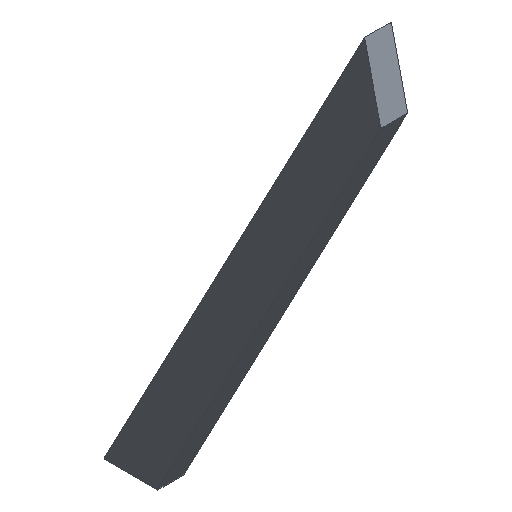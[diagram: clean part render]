
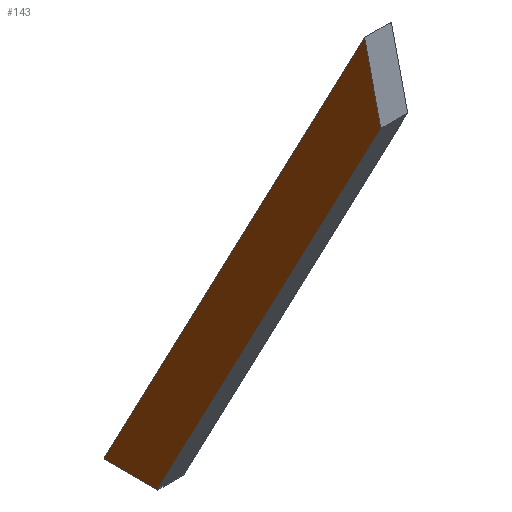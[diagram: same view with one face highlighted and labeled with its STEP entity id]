
A CAD part, isometric view. The second image highlights one B-rep face of the part: STEP entity #143.
In plain terms, the highlighted planar face has unit normal (-1, 0, 0).
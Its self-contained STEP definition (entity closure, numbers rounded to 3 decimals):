
#17=FACE_OUTER_BOUND('',#25,.T.);
#25=EDGE_LOOP('',(#105,#106,#107,#108,#109,#110));
#32=LINE('',#219,#50);
#35=LINE('',#225,#53);
#38=LINE('',#231,#56);
#39=LINE('',#233,#57);
#40=LINE('',#235,#58);
#41=LINE('',#236,#59);
#50=VECTOR('',#182,10.);
#53=VECTOR('',#187,10.);
#56=VECTOR('',#192,10.);
#57=VECTOR('',#193,10.);
#58=VECTOR('',#194,10.);
#59=VECTOR('',#195,10.);
#68=VERTEX_POINT('',#216);
#69=VERTEX_POINT('',#218);
#71=VERTEX_POINT('',#224);
#73=VERTEX_POINT('',#230);
#74=VERTEX_POINT('',#232);
#75=VERTEX_POINT('',#234);
#80=EDGE_CURVE('',#69,#68,#32,.T.);
#83=EDGE_CURVE('',#71,#69,#35,.T.);
#86=EDGE_CURVE('',#73,#68,#38,.T.);
#87=EDGE_CURVE('',#74,#73,#39,.T.);
#88=EDGE_CURVE('',#74,#75,#40,.T.);
#89=EDGE_CURVE('',#75,#71,#41,.T.);
#105=ORIENTED_EDGE('',*,*,#80,.T.);
#106=ORIENTED_EDGE('',*,*,#86,.F.);
#107=ORIENTED_EDGE('',*,*,#87,.F.);
#108=ORIENTED_EDGE('',*,*,#88,.T.);
#109=ORIENTED_EDGE('',*,*,#89,.T.);
#110=ORIENTED_EDGE('',*,*,#83,.T.);
#135=PLANE('',#171);
#143=ADVANCED_FACE('',(#17),#135,.T.);
#171=AXIS2_PLACEMENT_3D('',#229,#190,#191);
#182=DIRECTION('',(0.,0.225,0.974));
#187=DIRECTION('',(0.,-0.466,0.885));
#190=DIRECTION('center_axis',(-1.,0.,0.));
#191=DIRECTION('ref_axis',(0.,-1.,0.));
#192=DIRECTION('',(0.,-0.466,0.885));
#193=DIRECTION('',(0.,0.,1.));
#194=DIRECTION('',(0.,-1.,0.));
#195=DIRECTION('',(0.,0.,1.));
#216=CARTESIAN_POINT('',(-2.5,-43.63,92.565));
#218=CARTESIAN_POINT('',(-2.5,-46.678,79.361));
#219=CARTESIAN_POINT('',(-2.5,-52.596,53.728));
#224=CARTESIAN_POINT('',(-2.5,-5.,0.2));
#225=CARTESIAN_POINT('',(-2.5,-5.,0.2));
#229=CARTESIAN_POINT('Origin',(-2.5,5.,0.));
#230=CARTESIAN_POINT('',(-2.5,5.,0.2));
#231=CARTESIAN_POINT('',(-2.5,5.,0.2));
#232=CARTESIAN_POINT('',(-2.5,5.,0.));
#233=CARTESIAN_POINT('',(-2.5,5.,0.));
#234=CARTESIAN_POINT('',(-2.5,-5.,0.));
#235=CARTESIAN_POINT('',(-2.5,5.,0.));
#236=CARTESIAN_POINT('',(-2.5,-5.,0.));
